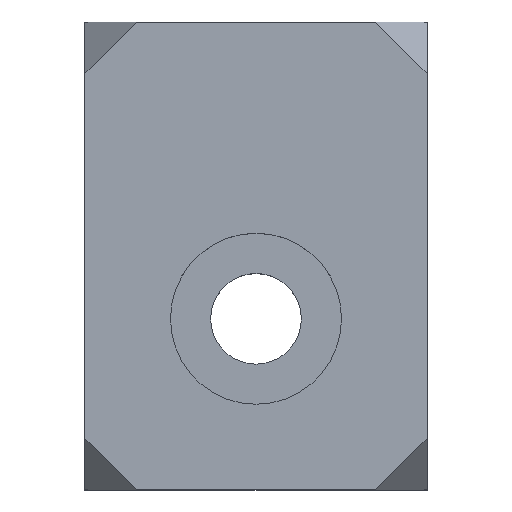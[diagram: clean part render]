
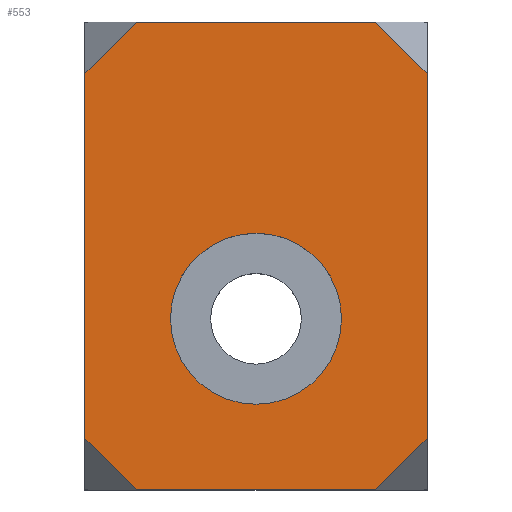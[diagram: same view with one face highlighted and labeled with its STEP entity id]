
A CAD part, top view. The second image highlights one B-rep face of the part: STEP entity #553.
In plain terms, the highlighted planar face has unit normal (0, 0, 1).
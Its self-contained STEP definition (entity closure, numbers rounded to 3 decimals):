
#18=FACE_BOUND('',#86,.T.);
#28=CIRCLE('',#608,5.);
#51=FACE_OUTER_BOUND('',#85,.T.);
#85=EDGE_LOOP('',(#449,#450,#451,#452,#453,#454,#455,#456));
#86=EDGE_LOOP('',(#457));
#103=LINE('',#780,#169);
#119=LINE('',#820,#185);
#124=LINE('',#830,#190);
#133=LINE('',#847,#199);
#135=LINE('',#850,#201);
#136=LINE('',#852,#202);
#137=LINE('',#854,#203);
#138=LINE('',#856,#204);
#169=VECTOR('',#632,10.);
#185=VECTOR('',#652,10.);
#190=VECTOR('',#661,10.);
#199=VECTOR('',#674,10.);
#201=VECTOR('',#678,10.);
#202=VECTOR('',#681,10.);
#203=VECTOR('',#684,10.);
#204=VECTOR('',#687,10.);
#234=VERTEX_POINT('',#777);
#235=VERTEX_POINT('',#779);
#250=VERTEX_POINT('',#817);
#251=VERTEX_POINT('',#819);
#253=VERTEX_POINT('',#827);
#254=VERTEX_POINT('',#829);
#259=VERTEX_POINT('',#844);
#260=VERTEX_POINT('',#846);
#264=VERTEX_POINT('',#874);
#285=EDGE_CURVE('',#235,#234,#103,.T.);
#303=EDGE_CURVE('',#251,#250,#119,.T.);
#308=EDGE_CURVE('',#254,#253,#124,.T.);
#317=EDGE_CURVE('',#260,#259,#133,.T.);
#319=EDGE_CURVE('',#259,#254,#135,.T.);
#320=EDGE_CURVE('',#234,#251,#136,.T.);
#321=EDGE_CURVE('',#250,#260,#137,.T.);
#322=EDGE_CURVE('',#253,#235,#138,.T.);
#330=EDGE_CURVE('',#264,#264,#28,.T.);
#449=ORIENTED_EDGE('',*,*,#319,.T.);
#450=ORIENTED_EDGE('',*,*,#308,.T.);
#451=ORIENTED_EDGE('',*,*,#322,.T.);
#452=ORIENTED_EDGE('',*,*,#285,.T.);
#453=ORIENTED_EDGE('',*,*,#320,.T.);
#454=ORIENTED_EDGE('',*,*,#303,.T.);
#455=ORIENTED_EDGE('',*,*,#321,.T.);
#456=ORIENTED_EDGE('',*,*,#317,.T.);
#457=ORIENTED_EDGE('',*,*,#330,.T.);
#521=PLANE('',#609);
#553=ADVANCED_FACE('',(#51,#18),#521,.T.);
#608=AXIS2_PLACEMENT_3D('',#875,#715,#716);
#609=AXIS2_PLACEMENT_3D('',#877,#718,#719);
#632=DIRECTION('',(0.,1.,0.));
#652=DIRECTION('',(-1.,0.,0.));
#661=DIRECTION('',(1.,0.,0.));
#674=DIRECTION('',(0.,-1.,0.));
#678=DIRECTION('',(0.707,-0.707,0.));
#681=DIRECTION('',(-0.707,0.707,0.));
#684=DIRECTION('',(-0.707,-0.707,0.));
#687=DIRECTION('',(0.707,0.707,0.));
#715=DIRECTION('center_axis',(0.,0.,-1.));
#716=DIRECTION('ref_axis',(1.,0.,0.));
#718=DIRECTION('center_axis',(0.,0.,1.));
#719=DIRECTION('ref_axis',(1.,0.,0.));
#777=CARTESIAN_POINT('',(20.,24.35,8.5));
#779=CARTESIAN_POINT('',(20.,3.,8.5));
#780=CARTESIAN_POINT('',(20.,27.35,8.5));
#817=CARTESIAN_POINT('',(3.,27.35,8.5));
#819=CARTESIAN_POINT('',(17.,27.35,8.5));
#820=CARTESIAN_POINT('',(0.,27.35,8.5));
#827=CARTESIAN_POINT('',(17.,0.,8.5));
#829=CARTESIAN_POINT('',(3.,0.,8.5));
#830=CARTESIAN_POINT('',(20.,0.,8.5));
#844=CARTESIAN_POINT('',(0.,3.,8.5));
#846=CARTESIAN_POINT('',(0.,24.35,8.5));
#847=CARTESIAN_POINT('',(0.,0.,8.5));
#850=CARTESIAN_POINT('',(-0.169,3.169,8.5));
#852=CARTESIAN_POINT('',(20.169,24.181,8.5));
#854=CARTESIAN_POINT('',(1.331,25.681,8.5));
#856=CARTESIAN_POINT('',(18.669,1.669,8.5));
#874=CARTESIAN_POINT('',(5.,10.,8.5));
#875=CARTESIAN_POINT('Origin',(10.,10.,8.5));
#877=CARTESIAN_POINT('Origin',(10.,13.675,8.5));
